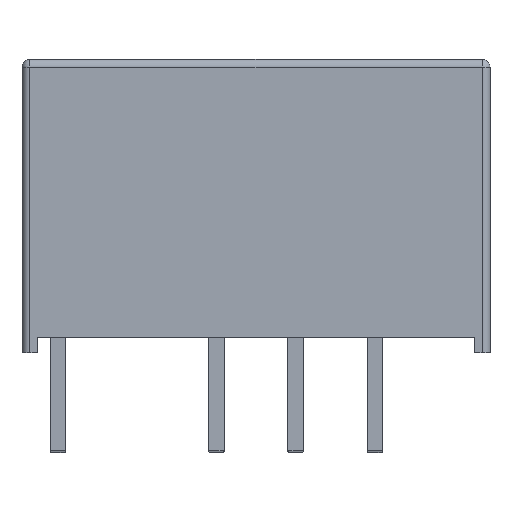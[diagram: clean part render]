
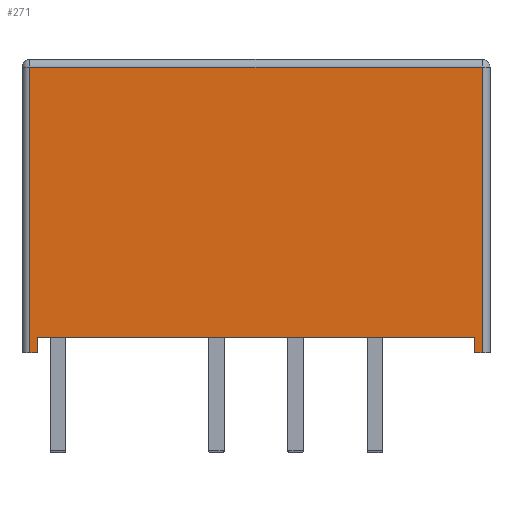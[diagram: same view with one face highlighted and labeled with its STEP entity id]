
A CAD part, left-side view. The second image highlights one B-rep face of the part: STEP entity #271.
In plain terms, the highlighted planar face has unit normal (-1, 0, 0).
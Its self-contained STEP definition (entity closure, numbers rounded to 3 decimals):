
#95 = VERTEX_POINT('',#96);
#96 = CARTESIAN_POINT('',(-1.21,-13.6,9.15));
#103 = EDGE_CURVE('',#95,#104,#106,.T.);
#104 = VERTEX_POINT('',#105);
#105 = CARTESIAN_POINT('',(-1.21,0.9,9.15));
#106 = LINE('',#107,#108);
#107 = CARTESIAN_POINT('',(-1.21,-13.6,9.15));
#108 = VECTOR('',#109,1.);
#109 = DIRECTION('',(0.,1.,0.));
#271 = ADVANCED_FACE('',(#272),#329,.T.);
#272 = FACE_BOUND('',#273,.T.);
#273 = EDGE_LOOP('',(#274,#282,#290,#298,#306,#314,#322,#328));
#274 = ORIENTED_EDGE('',*,*,#275,.F.);
#275 = EDGE_CURVE('',#276,#104,#278,.T.);
#276 = VERTEX_POINT('',#277);
#277 = CARTESIAN_POINT('',(-1.21,0.9,0.));
#278 = LINE('',#279,#280);
#279 = CARTESIAN_POINT('',(-1.21,0.9,0.));
#280 = VECTOR('',#281,1.);
#281 = DIRECTION('',(0.,0.,1.));
#282 = ORIENTED_EDGE('',*,*,#283,.F.);
#283 = EDGE_CURVE('',#284,#276,#286,.T.);
#284 = VERTEX_POINT('',#285);
#285 = CARTESIAN_POINT('',(-1.21,0.65,0.));
#286 = LINE('',#287,#288);
#287 = CARTESIAN_POINT('',(-1.21,-13.85,0.));
#288 = VECTOR('',#289,1.);
#289 = DIRECTION('',(0.,1.,0.));
#290 = ORIENTED_EDGE('',*,*,#291,.T.);
#291 = EDGE_CURVE('',#284,#292,#294,.T.);
#292 = VERTEX_POINT('',#293);
#293 = CARTESIAN_POINT('',(-1.21,0.65,0.5));
#294 = LINE('',#295,#296);
#295 = CARTESIAN_POINT('',(-1.21,0.65,0.));
#296 = VECTOR('',#297,1.);
#297 = DIRECTION('',(0.,0.,1.));
#298 = ORIENTED_EDGE('',*,*,#299,.F.);
#299 = EDGE_CURVE('',#300,#292,#302,.T.);
#300 = VERTEX_POINT('',#301);
#301 = CARTESIAN_POINT('',(-1.21,-13.35,0.5));
#302 = LINE('',#303,#304);
#303 = CARTESIAN_POINT('',(-1.21,-13.35,0.5));
#304 = VECTOR('',#305,1.);
#305 = DIRECTION('',(0.,1.,0.));
#306 = ORIENTED_EDGE('',*,*,#307,.F.);
#307 = EDGE_CURVE('',#308,#300,#310,.T.);
#308 = VERTEX_POINT('',#309);
#309 = CARTESIAN_POINT('',(-1.21,-13.35,0.));
#310 = LINE('',#311,#312);
#311 = CARTESIAN_POINT('',(-1.21,-13.35,0.));
#312 = VECTOR('',#313,1.);
#313 = DIRECTION('',(0.,0.,1.));
#314 = ORIENTED_EDGE('',*,*,#315,.F.);
#315 = EDGE_CURVE('',#316,#308,#318,.T.);
#316 = VERTEX_POINT('',#317);
#317 = CARTESIAN_POINT('',(-1.21,-13.6,0.));
#318 = LINE('',#319,#320);
#319 = CARTESIAN_POINT('',(-1.21,-13.85,0.));
#320 = VECTOR('',#321,1.);
#321 = DIRECTION('',(0.,1.,0.));
#322 = ORIENTED_EDGE('',*,*,#323,.T.);
#323 = EDGE_CURVE('',#316,#95,#324,.T.);
#324 = LINE('',#325,#326);
#325 = CARTESIAN_POINT('',(-1.21,-13.6,0.));
#326 = VECTOR('',#327,1.);
#327 = DIRECTION('',(0.,0.,1.));
#328 = ORIENTED_EDGE('',*,*,#103,.T.);
#329 = PLANE('',#330);
#330 = AXIS2_PLACEMENT_3D('',#331,#332,#333);
#331 = CARTESIAN_POINT('',(-1.21,-13.85,0.));
#332 = DIRECTION('',(-1.,0.,0.));
#333 = DIRECTION('',(0.,1.,0.));
